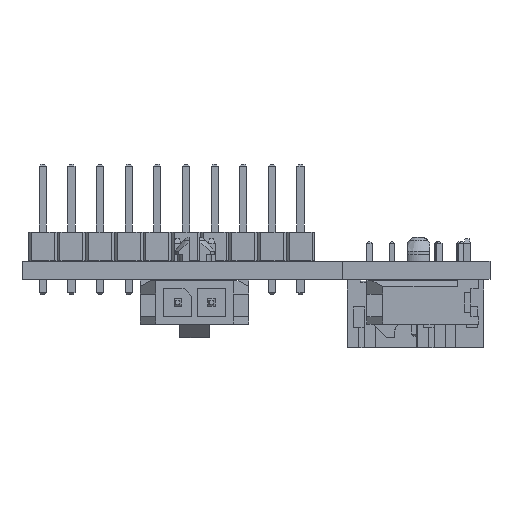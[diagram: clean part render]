
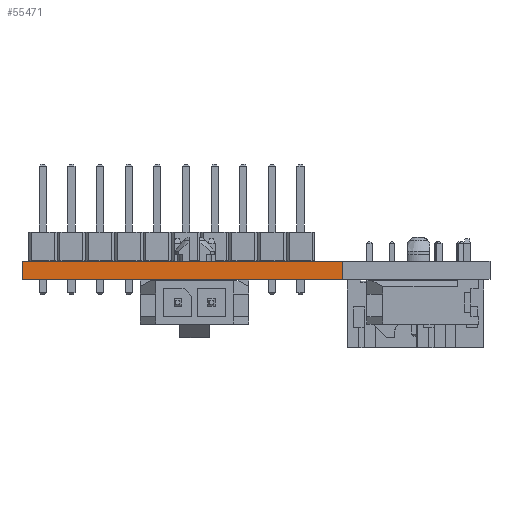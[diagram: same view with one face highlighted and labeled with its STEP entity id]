
A CAD part, front view. The second image highlights one B-rep face of the part: STEP entity #55471.
In plain terms, the highlighted planar face has unit normal (0, -1, 0).
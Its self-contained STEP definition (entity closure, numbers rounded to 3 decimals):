
#52697 = PLANE('',#52698);
#52698 = AXIS2_PLACEMENT_3D('',#52699,#52700,#52701);
#52699 = CARTESIAN_POINT('',(37.628,-29.372,1.6));
#52700 = DIRECTION('',(0.,0.,1.));
#52701 = DIRECTION('',(1.,0.,-0.));
#52751 = PLANE('',#52752);
#52752 = AXIS2_PLACEMENT_3D('',#52753,#52754,#52755);
#52753 = CARTESIAN_POINT('',(37.628,-29.372,0.));
#52754 = DIRECTION('',(0.,0.,1.));
#52755 = DIRECTION('',(1.,0.,-0.));
#52882 = PLANE('',#52883);
#52883 = AXIS2_PLACEMENT_3D('',#52884,#52885,#52886);
#52884 = CARTESIAN_POINT('',(12.5,-27.,0.));
#52885 = DIRECTION('',(1.,0.,-0.));
#52886 = DIRECTION('',(0.,-1.,0.));
#52921 = VERTEX_POINT('',#52922);
#52922 = CARTESIAN_POINT('',(12.5,-29.1,0.));
#52943 = EDGE_CURVE('',#52921,#52944,#52946,.T.);
#52944 = VERTEX_POINT('',#52945);
#52945 = CARTESIAN_POINT('',(40.9,-29.1,0.));
#52946 = SURFACE_CURVE('',#52947,(#52951,#52958),.PCURVE_S1.);
#52947 = LINE('',#52948,#52949);
#52948 = CARTESIAN_POINT('',(12.5,-29.1,0.));
#52949 = VECTOR('',#52950,1.);
#52950 = DIRECTION('',(1.,0.,0.));
#52951 = PCURVE('',#52751,#52952);
#52952 = DEFINITIONAL_REPRESENTATION('',(#52953),#52957);
#52953 = LINE('',#52954,#52955);
#52954 = CARTESIAN_POINT('',(-25.128,0.272));
#52955 = VECTOR('',#52956,1.);
#52956 = DIRECTION('',(1.,0.));
#52957 = ( GEOMETRIC_REPRESENTATION_CONTEXT(2) 
PARAMETRIC_REPRESENTATION_CONTEXT() REPRESENTATION_CONTEXT('2D SPACE',''
  ) );
#52958 = PCURVE('',#52959,#52964);
#52959 = PLANE('',#52960);
#52960 = AXIS2_PLACEMENT_3D('',#52961,#52962,#52963);
#52961 = CARTESIAN_POINT('',(12.5,-29.1,0.));
#52962 = DIRECTION('',(0.,1.,0.));
#52963 = DIRECTION('',(1.,0.,0.));
#52964 = DEFINITIONAL_REPRESENTATION('',(#52965),#52969);
#52965 = LINE('',#52966,#52967);
#52966 = CARTESIAN_POINT('',(0.,0.));
#52967 = VECTOR('',#52968,1.);
#52968 = DIRECTION('',(1.,0.));
#52969 = ( GEOMETRIC_REPRESENTATION_CONTEXT(2) 
PARAMETRIC_REPRESENTATION_CONTEXT() REPRESENTATION_CONTEXT('2D SPACE',''
  ) );
#52987 = PLANE('',#52988);
#52988 = AXIS2_PLACEMENT_3D('',#52989,#52990,#52991);
#52989 = CARTESIAN_POINT('',(40.9,-29.1,0.));
#52990 = DIRECTION('',(1.,0.,-0.));
#52991 = DIRECTION('',(0.,-1.,0.));
#54264 = VERTEX_POINT('',#54265);
#54265 = CARTESIAN_POINT('',(12.5,-29.1,1.6));
#54286 = EDGE_CURVE('',#54264,#54287,#54289,.T.);
#54287 = VERTEX_POINT('',#54288);
#54288 = CARTESIAN_POINT('',(40.9,-29.1,1.6));
#54289 = SURFACE_CURVE('',#54290,(#54294,#54301),.PCURVE_S1.);
#54290 = LINE('',#54291,#54292);
#54291 = CARTESIAN_POINT('',(12.5,-29.1,1.6));
#54292 = VECTOR('',#54293,1.);
#54293 = DIRECTION('',(1.,0.,0.));
#54294 = PCURVE('',#52697,#54295);
#54295 = DEFINITIONAL_REPRESENTATION('',(#54296),#54300);
#54296 = LINE('',#54297,#54298);
#54297 = CARTESIAN_POINT('',(-25.128,0.272));
#54298 = VECTOR('',#54299,1.);
#54299 = DIRECTION('',(1.,0.));
#54300 = ( GEOMETRIC_REPRESENTATION_CONTEXT(2) 
PARAMETRIC_REPRESENTATION_CONTEXT() REPRESENTATION_CONTEXT('2D SPACE',''
  ) );
#54301 = PCURVE('',#52959,#54302);
#54302 = DEFINITIONAL_REPRESENTATION('',(#54303),#54307);
#54303 = LINE('',#54304,#54305);
#54304 = CARTESIAN_POINT('',(0.,-1.6));
#54305 = VECTOR('',#54306,1.);
#54306 = DIRECTION('',(1.,0.));
#54307 = ( GEOMETRIC_REPRESENTATION_CONTEXT(2) 
PARAMETRIC_REPRESENTATION_CONTEXT() REPRESENTATION_CONTEXT('2D SPACE',''
  ) );
#55423 = EDGE_CURVE('',#52921,#54264,#55424,.T.);
#55424 = SURFACE_CURVE('',#55425,(#55429,#55436),.PCURVE_S1.);
#55425 = LINE('',#55426,#55427);
#55426 = CARTESIAN_POINT('',(12.5,-29.1,0.));
#55427 = VECTOR('',#55428,1.);
#55428 = DIRECTION('',(0.,0.,1.));
#55429 = PCURVE('',#52882,#55430);
#55430 = DEFINITIONAL_REPRESENTATION('',(#55431),#55435);
#55431 = LINE('',#55432,#55433);
#55432 = CARTESIAN_POINT('',(2.1,0.));
#55433 = VECTOR('',#55434,1.);
#55434 = DIRECTION('',(0.,-1.));
#55435 = ( GEOMETRIC_REPRESENTATION_CONTEXT(2) 
PARAMETRIC_REPRESENTATION_CONTEXT() REPRESENTATION_CONTEXT('2D SPACE',''
  ) );
#55436 = PCURVE('',#52959,#55437);
#55437 = DEFINITIONAL_REPRESENTATION('',(#55438),#55442);
#55438 = LINE('',#55439,#55440);
#55439 = CARTESIAN_POINT('',(0.,0.));
#55440 = VECTOR('',#55441,1.);
#55441 = DIRECTION('',(0.,-1.));
#55442 = ( GEOMETRIC_REPRESENTATION_CONTEXT(2) 
PARAMETRIC_REPRESENTATION_CONTEXT() REPRESENTATION_CONTEXT('2D SPACE',''
  ) );
#55471 = ADVANCED_FACE('',(#55472),#52959,.F.);
#55472 = FACE_BOUND('',#55473,.F.);
#55473 = EDGE_LOOP('',(#55474,#55475,#55476,#55497));
#55474 = ORIENTED_EDGE('',*,*,#55423,.T.);
#55475 = ORIENTED_EDGE('',*,*,#54286,.T.);
#55476 = ORIENTED_EDGE('',*,*,#55477,.F.);
#55477 = EDGE_CURVE('',#52944,#54287,#55478,.T.);
#55478 = SURFACE_CURVE('',#55479,(#55483,#55490),.PCURVE_S1.);
#55479 = LINE('',#55480,#55481);
#55480 = CARTESIAN_POINT('',(40.9,-29.1,0.));
#55481 = VECTOR('',#55482,1.);
#55482 = DIRECTION('',(0.,0.,1.));
#55483 = PCURVE('',#52959,#55484);
#55484 = DEFINITIONAL_REPRESENTATION('',(#55485),#55489);
#55485 = LINE('',#55486,#55487);
#55486 = CARTESIAN_POINT('',(28.4,0.));
#55487 = VECTOR('',#55488,1.);
#55488 = DIRECTION('',(0.,-1.));
#55489 = ( GEOMETRIC_REPRESENTATION_CONTEXT(2) 
PARAMETRIC_REPRESENTATION_CONTEXT() REPRESENTATION_CONTEXT('2D SPACE',''
  ) );
#55490 = PCURVE('',#52987,#55491);
#55491 = DEFINITIONAL_REPRESENTATION('',(#55492),#55496);
#55492 = LINE('',#55493,#55494);
#55493 = CARTESIAN_POINT('',(0.,0.));
#55494 = VECTOR('',#55495,1.);
#55495 = DIRECTION('',(0.,-1.));
#55496 = ( GEOMETRIC_REPRESENTATION_CONTEXT(2) 
PARAMETRIC_REPRESENTATION_CONTEXT() REPRESENTATION_CONTEXT('2D SPACE',''
  ) );
#55497 = ORIENTED_EDGE('',*,*,#52943,.F.);
